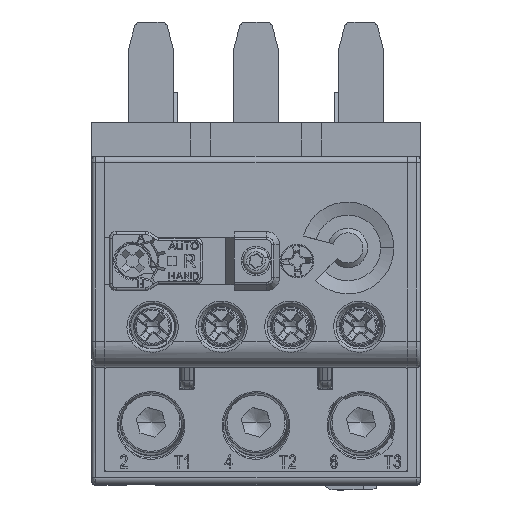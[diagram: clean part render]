
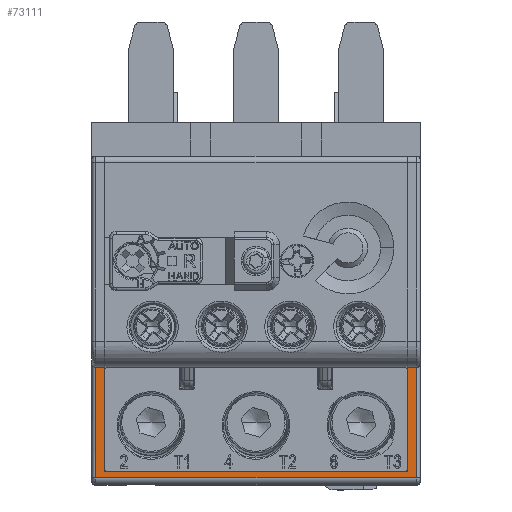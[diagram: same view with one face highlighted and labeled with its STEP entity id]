
A CAD part, top view. The second image highlights one B-rep face of the part: STEP entity #73111.
In plain terms, the highlighted planar face has unit normal (0, 0, 1).
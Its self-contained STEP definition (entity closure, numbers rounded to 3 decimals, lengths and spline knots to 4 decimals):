
#609 = LINE ( 'NONE', #27663, #79327 ) ;
#1740 = DIRECTION ( 'NONE',  ( 0., 1., 0. ) ) ;
#2300 = LINE ( 'NONE', #74154, #32227 ) ;
#3957 = AXIS2_PLACEMENT_3D ( 'NONE', #30419, #78076, #103359 ) ;
#6964 = ORIENTED_EDGE ( 'NONE', *, *, #72638, .F. ) ;
#7645 = EDGE_CURVE ( 'NONE', #13787, #66496, #101805, .T. ) ;
#9385 = ORIENTED_EDGE ( 'NONE', *, *, #107332, .F. ) ;
#9975 = CARTESIAN_POINT ( 'NONE',  ( -0.0197, -1.7717, 2.9528 ) ) ;
#11933 = VECTOR ( 'NONE', #89488, 39.3701 ) ;
#12052 = EDGE_CURVE ( 'NONE', #14521, #37633, #27378, .T. ) ;
#12105 = VECTOR ( 'NONE', #40263, 39.3701 ) ;
#13787 = VERTEX_POINT ( 'NONE', #93607 ) ;
#13905 = VERTEX_POINT ( 'NONE', #50604 ) ;
#14521 = VERTEX_POINT ( 'NONE', #102003 ) ;
#17711 = VERTEX_POINT ( 'NONE', #80282 ) ;
#20563 = CARTESIAN_POINT ( 'NONE',  ( 0.0787, -1.7717, 2.9528 ) ) ;
#21215 = ORIENTED_EDGE ( 'NONE', *, *, #73909, .F. ) ;
#21542 = FACE_OUTER_BOUND ( 'NONE', #72184, .T. ) ;
#22477 = VECTOR ( 'NONE', #46216, 39.3701 ) ;
#23356 = ORIENTED_EDGE ( 'NONE', *, *, #7645, .F. ) ;
#23849 = DIRECTION ( 'NONE',  ( 0., -1., 0. ) ) ;
#26790 = ORIENTED_EDGE ( 'NONE', *, *, #12052, .F. ) ;
#27378 = LINE ( 'NONE', #37948, #22477 ) ;
#27663 = CARTESIAN_POINT ( 'NONE',  ( 0.0236, -1.811, 2.9528 ) ) ;
#30419 = CARTESIAN_POINT ( 'NONE',  ( -0.0197, -1.811, 2.9528 ) ) ;
#30526 = VERTEX_POINT ( 'NONE', #108222 ) ;
#32227 = VECTOR ( 'NONE', #71382, 39.3701 ) ;
#35920 = LINE ( 'NONE', #9975, #11933 ) ;
#37633 = VERTEX_POINT ( 'NONE', #101583 ) ;
#37948 = CARTESIAN_POINT ( 'NONE',  ( -0.0197, -1.1496, 2.9528 ) ) ;
#40263 = DIRECTION ( 'NONE',  ( 0., 1., 0. ) ) ;
#41514 = VECTOR ( 'NONE', #101214, 39.3701 ) ;
#43585 = DIRECTION ( 'NONE',  ( 1., 0., 0. ) ) ;
#46216 = DIRECTION ( 'NONE',  ( 1., 0., 0. ) ) ;
#50604 = CARTESIAN_POINT ( 'NONE',  ( 1.9449, -1.811, 2.9528 ) ) ;
#51363 = ORIENTED_EDGE ( 'NONE', *, *, #114090, .F. ) ;
#52411 = CARTESIAN_POINT ( 'NONE',  ( -0.0197, -1.1496, 2.9528 ) ) ;
#58522 = LINE ( 'NONE', #84443, #12105 ) ;
#60830 = VECTOR ( 'NONE', #43585, 39.3701 ) ;
#61438 = VECTOR ( 'NONE', #23849, 39.3701 ) ;
#66496 = VERTEX_POINT ( 'NONE', #20563 ) ;
#68378 = LINE ( 'NONE', #52411, #60830 ) ;
#71382 = DIRECTION ( 'NONE',  ( -1., 0., 0. ) ) ;
#72184 = EDGE_LOOP ( 'NONE', ( #116225, #6964, #51363, #26790, #84966, #9385, #23356, #21215 ) ) ;
#72579 = VERTEX_POINT ( 'NONE', #80806 ) ;
#72638 = EDGE_CURVE ( 'NONE', #13905, #30526, #2300, .T. ) ;
#73111 = ADVANCED_FACE ( 'NONE', ( #21542 ), #95130, .F. ) ;
#73909 = EDGE_CURVE ( 'NONE', #72579, #13787, #68378, .T. ) ;
#74154 = CARTESIAN_POINT ( 'NONE',  ( -0.0197, -1.811, 2.9528 ) ) ;
#74759 = CARTESIAN_POINT ( 'NONE',  ( 0.0787, -1.811, 2.9528 ) ) ;
#77050 = EDGE_CURVE ( 'NONE', #30526, #72579, #609, .T. ) ;
#78076 = DIRECTION ( 'NONE',  ( 0., 0., -1. ) ) ;
#79327 = VECTOR ( 'NONE', #1740, 39.3701 ) ;
#80276 = EDGE_CURVE ( 'NONE', #17711, #14521, #58522, .T. ) ;
#80282 = CARTESIAN_POINT ( 'NONE',  ( 1.8898, -1.7717, 2.9528 ) ) ;
#80806 = CARTESIAN_POINT ( 'NONE',  ( 0.0236, -1.1496, 2.9528 ) ) ;
#84443 = CARTESIAN_POINT ( 'NONE',  ( 1.8898, -1.811, 2.9528 ) ) ;
#84966 = ORIENTED_EDGE ( 'NONE', *, *, #80276, .F. ) ;
#86301 = CARTESIAN_POINT ( 'NONE',  ( 1.9449, -0.8661, 2.9528 ) ) ;
#89488 = DIRECTION ( 'NONE',  ( 1., 0., 0. ) ) ;
#93607 = CARTESIAN_POINT ( 'NONE',  ( 0.0787, -1.1496, 2.9528 ) ) ;
#95130 = PLANE ( 'NONE',  #3957 ) ;
#101214 = DIRECTION ( 'NONE',  ( 0., -1., 0. ) ) ;
#101583 = CARTESIAN_POINT ( 'NONE',  ( 1.9449, -1.1496, 2.9528 ) ) ;
#101805 = LINE ( 'NONE', #74759, #41514 ) ;
#102003 = CARTESIAN_POINT ( 'NONE',  ( 1.8898, -1.1496, 2.9528 ) ) ;
#103359 = DIRECTION ( 'NONE',  ( 0., 1., 0. ) ) ;
#104513 = LINE ( 'NONE', #86301, #61438 ) ;
#107332 = EDGE_CURVE ( 'NONE', #66496, #17711, #35920, .T. ) ;
#108222 = CARTESIAN_POINT ( 'NONE',  ( 0.0236, -1.811, 2.9528 ) ) ;
#114090 = EDGE_CURVE ( 'NONE', #37633, #13905, #104513, .T. ) ;
#116225 = ORIENTED_EDGE ( 'NONE', *, *, #77050, .F. ) ;
